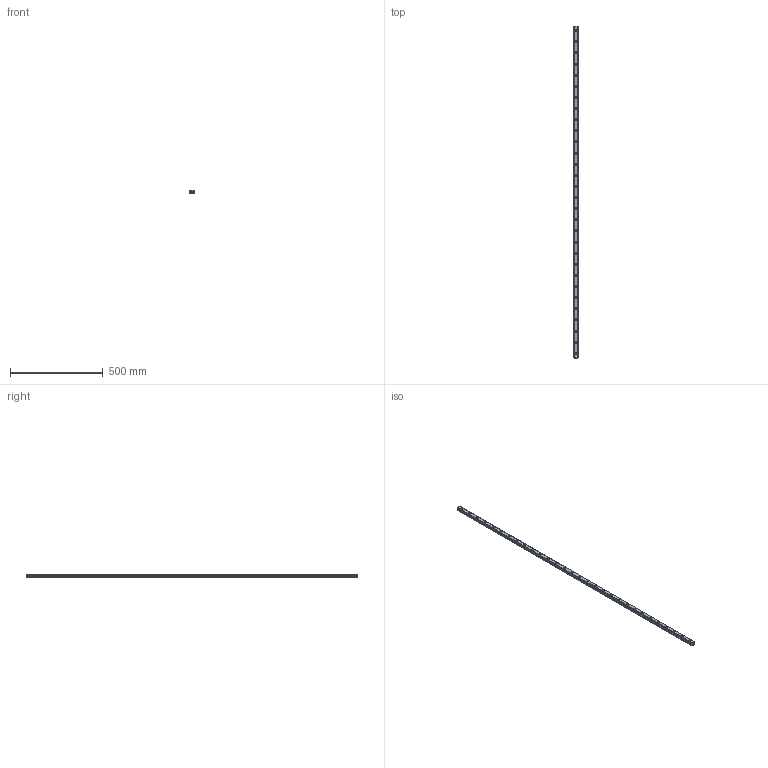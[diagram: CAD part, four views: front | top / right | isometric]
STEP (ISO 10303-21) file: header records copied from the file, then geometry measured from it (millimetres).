
FILE_DESCRIPTION(('STEP AP214'),'1');
FILE_NAME('cctmp_3ABC4EC9-ED90-4F2B-A22C-354F2199DD1A_2021_02_09_16_34_29_0458..stp','2021-02-09T15:34:29',('HIWIN GmbH'),('CADClick - www.CADClick.com'),'Spatial InterOp 3D',' ','unknown authorization');
FILE_SCHEMA(('AUTOMOTIVE_DESIGN'));
Length unit declared in the file: millimetre
Products named in the file (1): EGR25R1790C_FILE
Bounding box: 23 x 1790 x 18 mm (x, y, z)
Volume: 615468.3 mm3; surface area: 166716.9 mm2
Topology: 1 solids, 1 shells, 465 faces, 1197 edges, 798 vertices
Faces by surface type: plane 265, cylinder 200
Entity records: 18215 total; most frequent: DIRECTION 2769, CARTESIAN_POINT 2461, ORIENTED_EDGE 2394, EDGE_CURVE 1197, AXIS2_PLACEMENT_3D 1106, VERTEX_POINT 798, LINE 557, VECTOR 557
